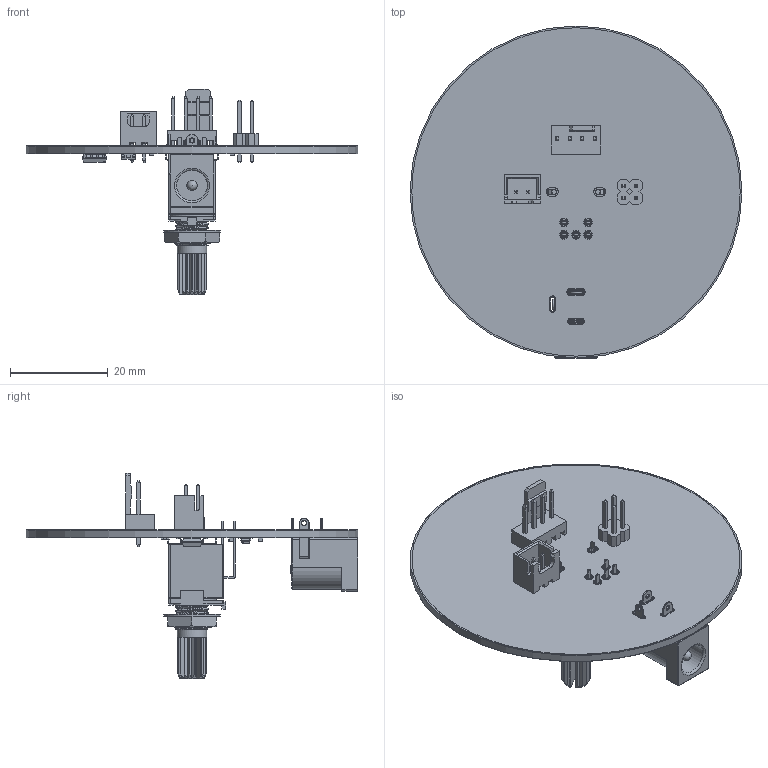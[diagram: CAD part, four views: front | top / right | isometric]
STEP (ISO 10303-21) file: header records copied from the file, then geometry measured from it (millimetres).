
FILE_DESCRIPTION(/* description */ (''),/* implementation_level */ '2;1');
FILE_NAME(/* name */ 'CylinderFan-DC-PCB.step',/* time_stamp */ '2024-05-26T17:30:53+08:00',/* author */ (''),/* organization */ (''),/* preprocessor_version */ 'ST-DEVELOPER v20',/* originating_system */ 'Autodesk Translation Framework v13.14.0.145',/* authorisation */ '');
FILE_SCHEMA (('AUTOMOTIVE_DESIGN { 1 0 10303 214 3 1 1 }'));
Products named in the file (25): Cylinder Fan DC PCB; Board; Packages; 2510-2.54-4P; Model; C0603; Model (1); DC005; Model (2); POT-R1S1-RV097NS; Model (3); PZ-2.54-2X2P; 42903.f3d ; R0603; Model (4); SOP-8(L5.0-W3.9-P1.27); Model (5); SOT23-5; Model (6); XH-2.50-2P; Model (7); 1-copper; 16-copper; 1-soldermask; 16-soldermask
Assembly tree (28 placements, depth 4):
  Cylinder Fan DC PCB
    Board
    Packages
      2510-2.54-4P
        Model
      C0603  x2
        Model (1)
      DC005
        Model (2)
      POT-R1S1-RV097NS
        Model (3)
      PZ-2.54-2X2P
        42903.f3d 
      R0603  x4
        Model (4)
      SOP-8(L5.0-W3.9-P1.27)
        Model (5)
      SOT23-5
        Model (6)
      XH-2.50-2P
        Model (7)
    1-copper
    16-copper
    1-soldermask
    16-soldermask
Bounding box: 68 x 68 x 42.08 mm (x, y, z)
Volume: 9351.1 mm3; surface area: 40664.5 mm2
Topology: 160 solids, 160 shells, 4378 faces, 11543 edges, 7516 vertices
Faces by surface type: plane 3568, cylinder 663, sphere 97, torus 22, cone 16, bspline 12
Full cylindrical faces by diameter (mm): 0.17 x1, 0.399 x1, 0.93 x25, 0.946 x20, 1 x23, 1.016 x16, 1.03 x10, 1.1 x8, 1.13 x20, 1.2 x16, 2.1 x1, 6 x1, 6.048 x2, 6.283 x2, 6.3 x1, 6.908 x3, 7 x1, 7.19 x1, 11.52 x1, 68 x3
Entity records: 131293 total; most frequent: CARTESIAN_POINT 24888, ORIENTED_EDGE 22220, DIRECTION 20552, EDGE_CURVE 11110, LINE 9822, VECTOR 9822, VERTEX_POINT 7292, AXIS2_PLACEMENT_3D 5365
